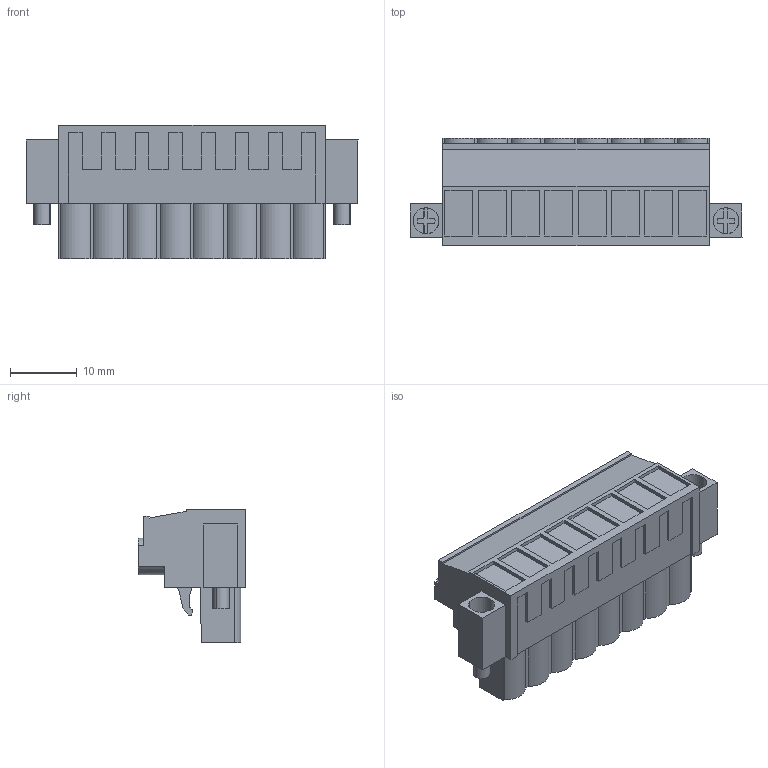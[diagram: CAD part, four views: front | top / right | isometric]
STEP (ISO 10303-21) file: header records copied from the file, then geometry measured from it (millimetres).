
FILE_DESCRIPTION(('CATIA V5 STEP Exchange','CAx-IF Rec.Pracs.--- Model Styling and Organization---1.2---2011-12-15'),'2;1');
FILE_NAME ('D1460348_0_1955740000_1955740000.stp','2017-05-31T12:25:51+00:00',('none'),('Weidmueller'),'CATIA Version 5-6 Release 2014','CATIA V5 STEP AP214','none');
FILE_SCHEMA(('AUTOMOTIVE_DESIGN { 1 0 10303 214 1 1 1 1 }'));
Length unit declared in the file: millimetre
Products named in the file (1): 1955740000
Bounding box: 49.8 x 16.1 x 20.1 mm (x, y, z)
Volume: 8380 mm3; surface area: 5198.7 mm2
Topology: 11 solids, 11 shells, 584 faces, 1644 edges, 1118 vertices
Faces by surface type: plane 468, cylinder 116
Entity records: 17872 total; most frequent: CARTESIAN_POINT 3407, ORIENTED_EDGE 3288, DIRECTION 2437, EDGE_CURVE 1644, VECTOR 1356, LINE 1356, VERTEX_POINT 1118, AXIS2_PLACEMENT_3D 669
